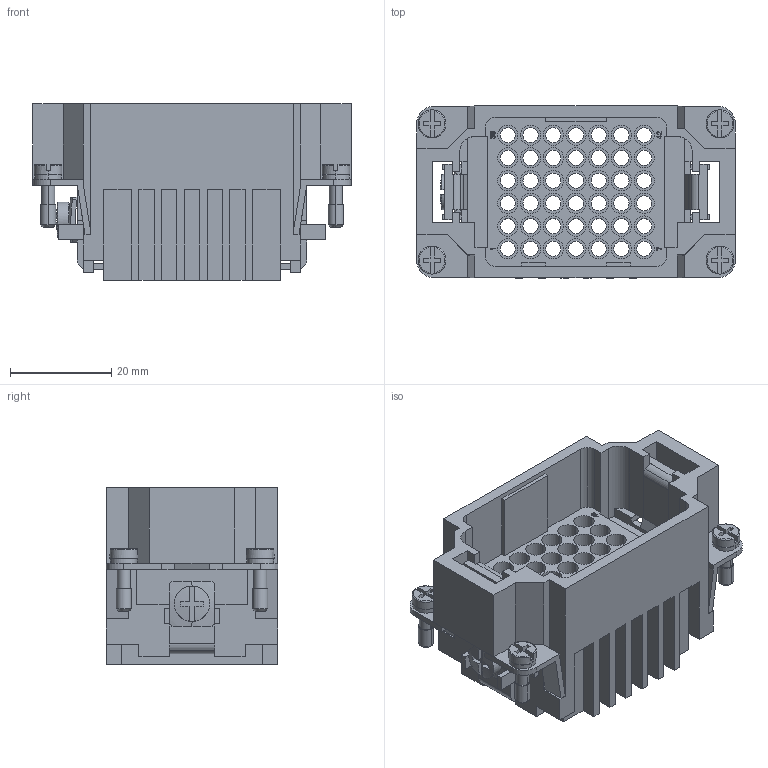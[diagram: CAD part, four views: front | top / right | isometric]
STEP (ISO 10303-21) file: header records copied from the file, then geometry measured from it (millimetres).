
FILE_DESCRIPTION((''),'2;1');
FILE_NAME('CDDM 42.stp','2006-12-14T14:40:06',('gembarski'),(''),'Autodesk Inventor 7','Autodesk Inventor 7','');
FILE_SCHEMA(('AUTOMOTIVE_DESIGN { 1 0 10303 214 1 1 1 1 }'));
Length unit declared in the file: millimetre
Products named in the file (1): CDDM 42
Bounding box: 63.1 x 34 x 35.01 mm (x, y, z)
Volume: 23059.8 mm3; surface area: 28094.2 mm2
Topology: 1 solids, 1 shells, 1045 faces, 2690 edges, 1749 vertices
Faces by surface type: plane 445, cylinder 314, bspline 270, torus 8, cone 4, sphere 4
Entity records: 33020 total; most frequent: CARTESIAN_POINT 7781, ORIENTED_EDGE 5388, DIRECTION 4829, EDGE_CURVE 2694, VERTEX_POINT 1749, VECTOR 1735, LINE 1735, AXIS2_PLACEMENT_3D 1547
